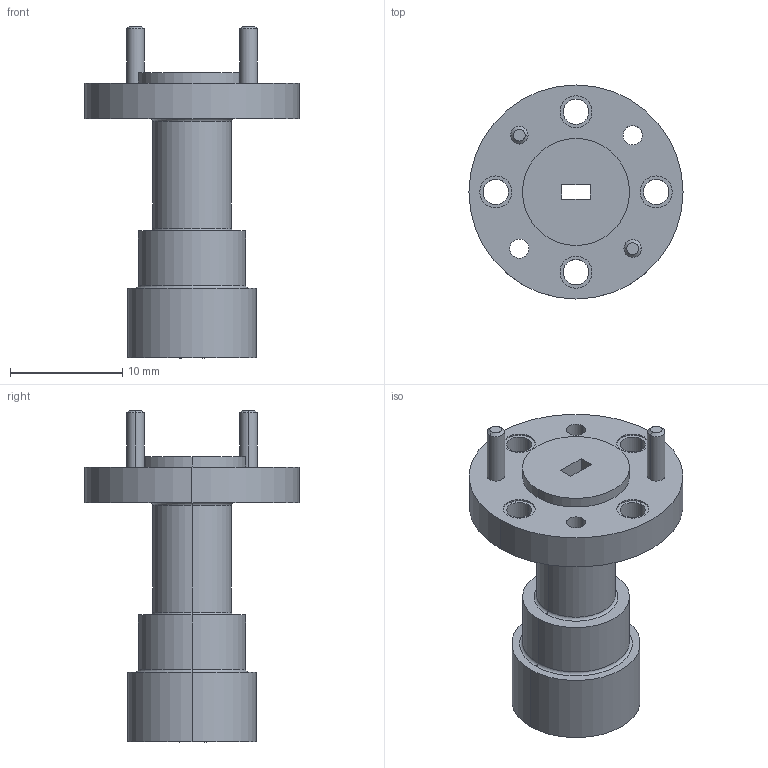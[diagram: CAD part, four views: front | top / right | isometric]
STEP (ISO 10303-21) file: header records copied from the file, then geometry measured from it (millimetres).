
FILE_DESCRIPTION (( 'STEP AP214' ), '1' );
FILE_NAME ('PEWAN1073-FMWAN1073.step', '2021-05-25T15:55:01', ( '' ), ( '' ), 'SwSTEP 2.0', 'SolidWorks 2020', '' );
FILE_SCHEMA (( 'AUTOMOTIVE_DESIGN' ));
Length unit declared in the file: inch
Products named in the file (1): PEWAN1073-FMWAN1073
Bounding box: 19.05 x 19.05 x 29.54 mm (x, y, z)
Volume: 1616.7 mm3; surface area: 3003.6 mm2
Topology: 1 solids, 1 shells, 94 faces, 202 edges, 130 vertices
Faces by surface type: cylinder 54, plane 26, torus 6, cone 4, bspline 4
Entity records: 2834 total; most frequent: CARTESIAN_POINT 563, DIRECTION 504, ORIENTED_EDGE 404, AXIS2_PLACEMENT_3D 215, EDGE_CURVE 202, VERTEX_POINT 130, EDGE_LOOP 128, CIRCLE 124
